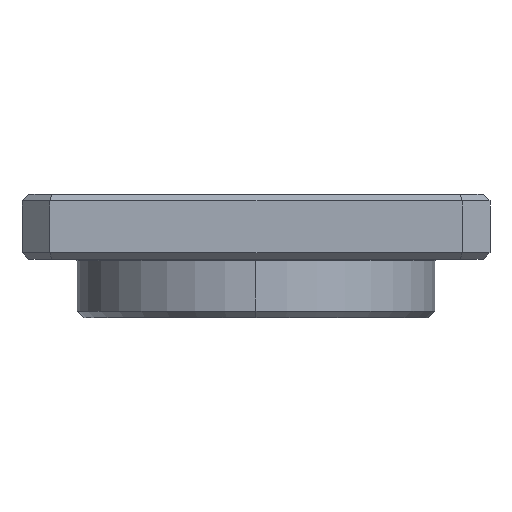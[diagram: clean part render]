
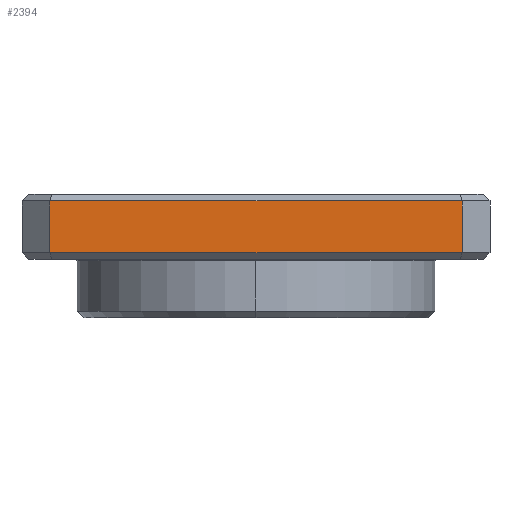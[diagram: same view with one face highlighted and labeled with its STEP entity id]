
A CAD part, left-side view. The second image highlights one B-rep face of the part: STEP entity #2394.
In plain terms, the highlighted planar face has unit normal (-1, 0, 0).
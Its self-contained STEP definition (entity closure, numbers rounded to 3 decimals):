
#29 = CARTESIAN_POINT ( 'NONE',  ( -17., 15., 0.5 ) ) ;
#40 = VERTEX_POINT ( 'NONE', #2041 ) ;
#314 = VERTEX_POINT ( 'NONE', #946 ) ;
#330 = VERTEX_POINT ( 'NONE', #29 ) ;
#437 = DIRECTION ( 'NONE',  ( 0., 0., 1. ) ) ;
#446 = CARTESIAN_POINT ( 'NONE',  ( -17., -15., 4.75 ) ) ;
#469 = DIRECTION ( 'NONE',  ( 0., -1., 0. ) ) ;
#477 = CARTESIAN_POINT ( 'NONE',  ( -17., -17., 4.25 ) ) ;
#485 = DIRECTION ( 'NONE',  ( 0., 0., -1. ) ) ;
#492 = CARTESIAN_POINT ( 'NONE',  ( -17., 15., 4.75 ) ) ;
#501 = CARTESIAN_POINT ( 'NONE',  ( -17., -15., 0.5 ) ) ;
#517 = DIRECTION ( 'NONE',  ( 0., 1., 0. ) ) ;
#534 = FACE_OUTER_BOUND ( 'NONE', #1776, .T. ) ;
#587 = CARTESIAN_POINT ( 'NONE',  ( -17., -15., 4.25 ) ) ;
#621 = VERTEX_POINT ( 'NONE', #587 ) ;
#946 = CARTESIAN_POINT ( 'NONE',  ( -17., -15., 0.5 ) ) ;
#1650 = AXIS2_PLACEMENT_3D ( 'NONE', #2069, #2082, #2085 ) ;
#1728 = EDGE_CURVE ( 'NONE', #40, #330, #2061, .T. ) ;
#1730 = EDGE_CURVE ( 'NONE', #330, #314, #2120, .T. ) ;
#1747 = EDGE_CURVE ( 'NONE', #314, #621, #2258, .T. ) ;
#1759 = EDGE_CURVE ( 'NONE', #621, #40, #1897, .T. ) ;
#1776 = EDGE_LOOP ( 'NONE', ( #1894, #1925, #1927, #1948 ) ) ;
#1793 = VECTOR ( 'NONE', #517, 1000. ) ;
#1845 = VECTOR ( 'NONE', #437, 1000. ) ;
#1894 = ORIENTED_EDGE ( 'NONE', *, *, #1728, .T. ) ;
#1897 = LINE ( 'NONE', #477, #1793 ) ;
#1925 = ORIENTED_EDGE ( 'NONE', *, *, #1730, .T. ) ;
#1927 = ORIENTED_EDGE ( 'NONE', *, *, #1747, .T. ) ;
#1948 = ORIENTED_EDGE ( 'NONE', *, *, #1759, .T. ) ;
#1953 = VECTOR ( 'NONE', #469, 1000. ) ;
#2010 = VECTOR ( 'NONE', #485, 1000. ) ;
#2041 = CARTESIAN_POINT ( 'NONE',  ( -17., 15., 4.25 ) ) ;
#2058 = PLANE ( 'NONE',  #1650 ) ;
#2061 = LINE ( 'NONE', #492, #2010 ) ;
#2069 = CARTESIAN_POINT ( 'NONE',  ( -17., -17., 4.75 ) ) ;
#2082 = DIRECTION ( 'NONE',  ( 1., 0., 0. ) ) ;
#2085 = DIRECTION ( 'NONE',  ( 0., 0., -1. ) ) ;
#2120 = LINE ( 'NONE', #501, #1953 ) ;
#2258 = LINE ( 'NONE', #446, #1845 ) ;
#2394 = ADVANCED_FACE ( 'NONE', ( #534 ), #2058, .F. ) ;
